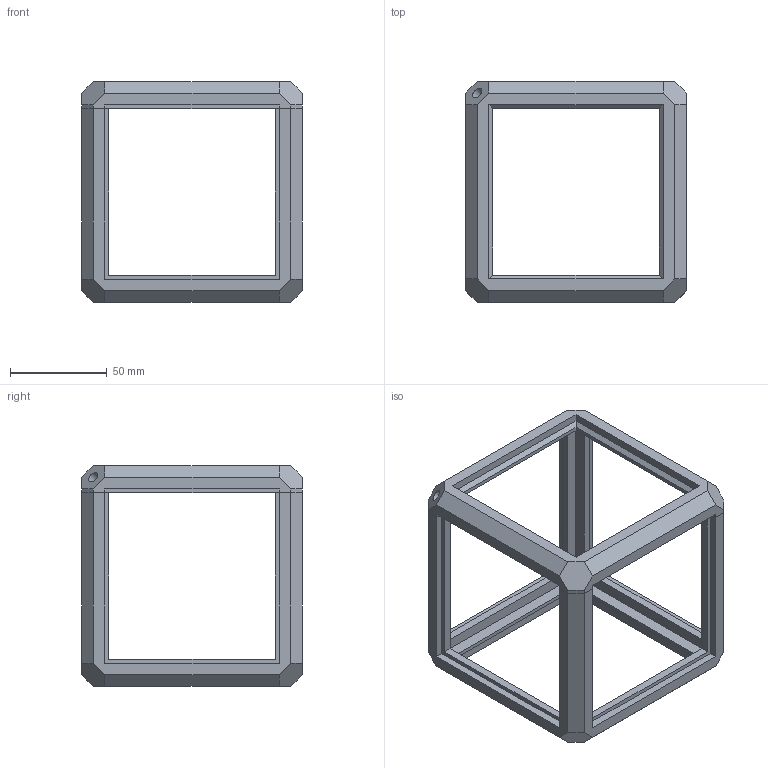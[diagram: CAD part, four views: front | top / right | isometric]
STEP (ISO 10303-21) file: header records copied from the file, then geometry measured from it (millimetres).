
FILE_DESCRIPTION(/* description */ (''),/* implementation_level */ '2;1');
FILE_NAME(/* name */ 'Infinity Cube.step',/* time_stamp */ '2020-01-14T08:43:05-05:00',/* author */ (''),/* organization */ (''),/* preprocessor_version */ 'ST-DEVELOPER v18',/* originating_system */ 'Autodesk Translation Framework v8.12.0.6',/* authorisation */ '');
FILE_SCHEMA (('AUTOMOTIVE_DESIGN { 1 0 10303 214 3 1 1 }'));
Length unit declared in the file: millimetre
Products named in the file (1): Infinity Cube for Strip
Bounding box: 114 x 114 x 114 mm (x, y, z)
Volume: 140435.2 mm3; surface area: 59116.5 mm2
Topology: 2 solids, 2 shells, 138 faces, 358 edges, 232 vertices
Faces by surface type: plane 125, cylinder 9, cone 4
Full cylindrical faces by diameter (mm): 3.1 x4, 3.5 x4, 6 x1
Entity records: 4178 total; most frequent: CARTESIAN_POINT 729, ORIENTED_EDGE 716, DIRECTION 661, EDGE_CURVE 358, LINE 333, VECTOR 333, VERTEX_POINT 232, AXIS2_PLACEMENT_3D 164
